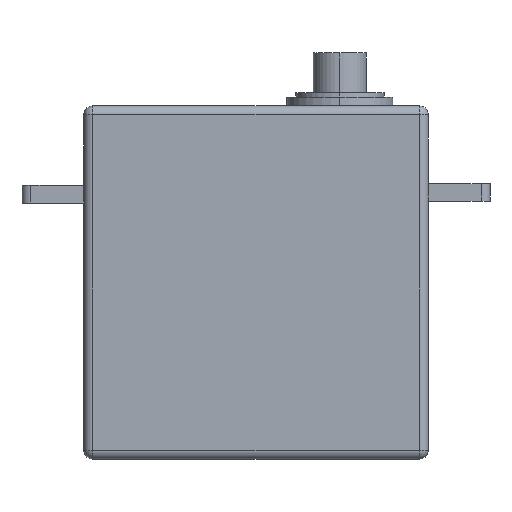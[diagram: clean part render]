
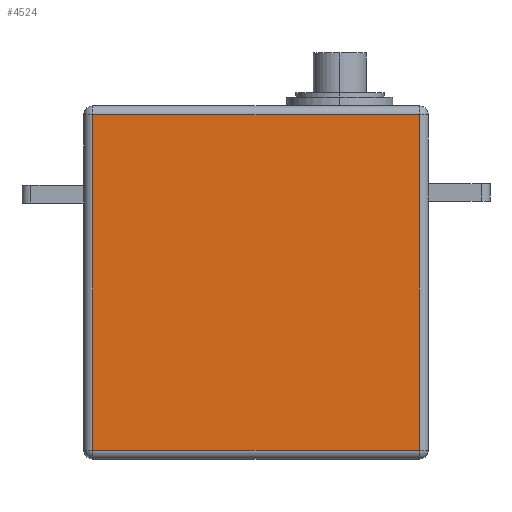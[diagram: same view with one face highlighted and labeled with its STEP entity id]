
A CAD part, left-side view. The second image highlights one B-rep face of the part: STEP entity #4524.
In plain terms, the highlighted planar face has unit normal (-1, 0, 0).
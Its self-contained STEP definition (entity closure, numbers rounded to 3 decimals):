
#431 = EDGE_LOOP ( 'NONE', ( #2758, #3675, #2520, #3580 ) ) ;
#434 = CARTESIAN_POINT ( 'NONE',  ( 0., 19.5, 19. ) ) ;
#870 = DIRECTION ( 'NONE',  ( -1., 0., 0. ) ) ;
#1340 = LINE ( 'NONE', #4671, #5698 ) ;
#1378 = DIRECTION ( 'NONE',  ( 0., 0., -1. ) ) ;
#1720 = VERTEX_POINT ( 'NONE', #2487 ) ;
#1821 = CARTESIAN_POINT ( 'NONE',  ( 0., 0., 0. ) ) ;
#1850 = FACE_OUTER_BOUND ( 'NONE', #431, .T. ) ;
#2256 = LINE ( 'NONE', #3243, #3272 ) ;
#2274 = EDGE_CURVE ( 'NONE', #3381, #5138, #2256, .T. ) ;
#2310 = DIRECTION ( 'NONE',  ( 0., 1., 0. ) ) ;
#2400 = EDGE_CURVE ( 'NONE', #5138, #1720, #4657, .T. ) ;
#2419 = EDGE_CURVE ( 'NONE', #1720, #4364, #3737, .T. ) ;
#2487 = CARTESIAN_POINT ( 'NONE',  ( 0., 18.5, 19. ) ) ;
#2520 = ORIENTED_EDGE ( 'NONE', *, *, #4007, .T. ) ;
#2758 = ORIENTED_EDGE ( 'NONE', *, *, #2400, .T. ) ;
#3243 = CARTESIAN_POINT ( 'NONE',  ( 0., -18.5, 20. ) ) ;
#3272 = VECTOR ( 'NONE', #4144, 1000. ) ;
#3381 = VERTEX_POINT ( 'NONE', #5064 ) ;
#3580 = ORIENTED_EDGE ( 'NONE', *, *, #2274, .T. ) ;
#3675 = ORIENTED_EDGE ( 'NONE', *, *, #2419, .T. ) ;
#3737 = LINE ( 'NONE', #3767, #4844 ) ;
#3767 = CARTESIAN_POINT ( 'NONE',  ( 0., 18.5, -20. ) ) ;
#4007 = EDGE_CURVE ( 'NONE', #4364, #3381, #1340, .T. ) ;
#4115 = PLANE ( 'NONE',  #5315 ) ;
#4144 = DIRECTION ( 'NONE',  ( 0., 0., 1. ) ) ;
#4364 = VERTEX_POINT ( 'NONE', #4445 ) ;
#4445 = CARTESIAN_POINT ( 'NONE',  ( 0., 18.5, -19. ) ) ;
#4524 = ADVANCED_FACE ( 'NONE', ( #1850 ), #4115, .T. ) ;
#4656 = VECTOR ( 'NONE', #2310, 1000. ) ;
#4657 = LINE ( 'NONE', #434, #4656 ) ;
#4671 = CARTESIAN_POINT ( 'NONE',  ( 0., -19.5, -19. ) ) ;
#4844 = VECTOR ( 'NONE', #1378, 1000. ) ;
#5064 = CARTESIAN_POINT ( 'NONE',  ( 0., -18.5, -19. ) ) ;
#5138 = VERTEX_POINT ( 'NONE', #5398 ) ;
#5315 = AXIS2_PLACEMENT_3D ( 'NONE', #1821, #870, #5500 ) ;
#5398 = CARTESIAN_POINT ( 'NONE',  ( 0., -18.5, 19. ) ) ;
#5500 = DIRECTION ( 'NONE',  ( 0., 0., 1. ) ) ;
#5594 = DIRECTION ( 'NONE',  ( 0., -1., 0. ) ) ;
#5698 = VECTOR ( 'NONE', #5594, 1000. ) ;
